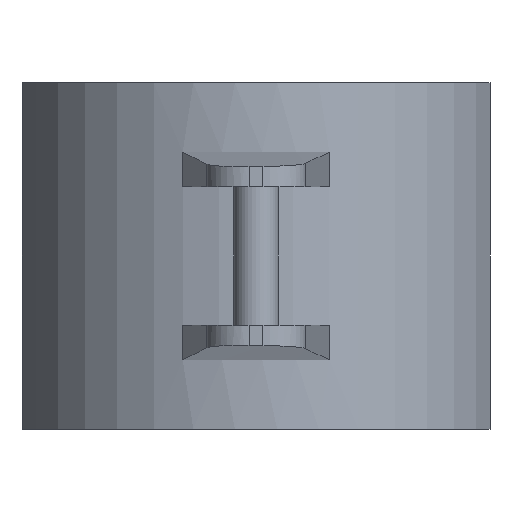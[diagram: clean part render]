
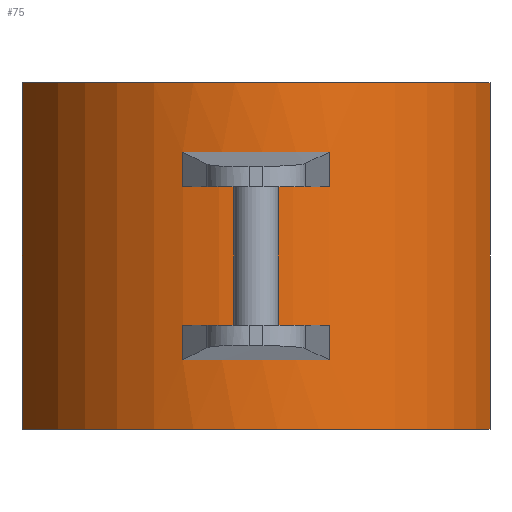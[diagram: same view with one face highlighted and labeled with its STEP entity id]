
A CAD part, front view. The second image highlights one B-rep face of the part: STEP entity #75.
In plain terms, the highlighted cylindrical face has radius 71.12 mm (diameter 142.24 mm), a partial arc.
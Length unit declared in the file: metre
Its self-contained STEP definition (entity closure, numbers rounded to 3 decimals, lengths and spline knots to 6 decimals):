
#75 = ADVANCED_FACE( '', ( #151, #152, #153 ), #154, .T. );
#151 = FACE_OUTER_BOUND( '', #302, .T. );
#152 = FACE_BOUND( '', #303, .T. );
#153 = FACE_BOUND( '', #304, .T. );
#154 = CYLINDRICAL_SURFACE( '', #305, 0.07112 );
#302 = EDGE_LOOP( '', ( #448, #449, #450, #451 ) );
#303 = EDGE_LOOP( '', ( #452, #453, #454, #455 ) );
#304 = EDGE_LOOP( '', ( #456, #457, #458, #459 ) );
#305 = AXIS2_PLACEMENT_3D( '', #460, #461, #462 );
#448 = ORIENTED_EDGE( '', *, *, #524, .T. );
#449 = ORIENTED_EDGE( '', *, *, #563, .F. );
#450 = ORIENTED_EDGE( '', *, *, #564, .F. );
#451 = ORIENTED_EDGE( '', *, *, #560, .T. );
#452 = ORIENTED_EDGE( '', *, *, #541, .F. );
#453 = ORIENTED_EDGE( '', *, *, #534, .T. );
#454 = ORIENTED_EDGE( '', *, *, #556, .T. );
#455 = ORIENTED_EDGE( '', *, *, #547, .F. );
#456 = ORIENTED_EDGE( '', *, *, #512, .F. );
#457 = ORIENTED_EDGE( '', *, *, #565, .T. );
#458 = ORIENTED_EDGE( '', *, *, #552, .T. );
#459 = ORIENTED_EDGE( '', *, *, #505, .F. );
#460 = CARTESIAN_POINT( '', ( 0., 1.508773, 1.295206 ) );
#461 = DIRECTION( '', ( 0., 0., 1. ) );
#462 = DIRECTION( '', ( -1., 0., 0. ) );
#505 = EDGE_CURVE( '', #578, #573, #580, .T. );
#512 = EDGE_CURVE( '', #591, #578, #592, .T. );
#524 = EDGE_CURVE( '', #612, #610, #613, .T. );
#534 = EDGE_CURVE( '', #626, #627, #628, .T. );
#541 = EDGE_CURVE( '', #626, #634, #638, .T. );
#547 = EDGE_CURVE( '', #634, #646, #647, .T. );
#552 = EDGE_CURVE( '', #653, #573, #654, .T. );
#556 = EDGE_CURVE( '', #627, #646, #659, .T. );
#560 = EDGE_CURVE( '', #663, #612, #664, .T. );
#563 = EDGE_CURVE( '', #667, #610, #668, .T. );
#564 = EDGE_CURVE( '', #663, #667, #669, .T. );
#565 = EDGE_CURVE( '', #591, #653, #670, .T. );
#573 = VERTEX_POINT( '', #678 );
#578 = VERTEX_POINT( '', #685 );
#580 = LINE( '', #690, #691 );
#591 = VERTEX_POINT( '', #727 );
#592 = B_SPLINE_CURVE_WITH_KNOTS( '', 3, ( #728, #729, #730, #731, #732, #733, #734, #735, #736, #737 ), .UNSPECIFIED., .F., .F., ( 4, 2, 2, 2, 4 ), ( 0., 0.010953, 0.021905, 0.032858, 0.043811 ), .UNSPECIFIED. );
#610 = VERTEX_POINT( '', #812 );
#612 = VERTEX_POINT( '', #815 );
#613 = CIRCLE( '', #816, 0.07112 );
#626 = VERTEX_POINT( '', #836 );
#627 = VERTEX_POINT( '', #837 );
#628 = B_SPLINE_CURVE_WITH_KNOTS( '', 3, ( #838, #839, #840, #841, #842, #843, #844, #845, #846, #847 ), .UNSPECIFIED., .F., .F., ( 4, 2, 2, 2, 4 ), ( 0., 0.010953, 0.021905, 0.032858, 0.043811 ), .UNSPECIFIED. );
#634 = VERTEX_POINT( '', #885 );
#638 = LINE( '', #891, #892 );
#646 = VERTEX_POINT( '', #902 );
#647 = CIRCLE( '', #903, 0.07112 );
#653 = VERTEX_POINT( '', #910 );
#654 = CIRCLE( '', #911, 0.07112 );
#659 = LINE( '', #917, #918 );
#663 = VERTEX_POINT( '', #923 );
#664 = LINE( '', #924, #925 );
#667 = VERTEX_POINT( '', #929 );
#668 = LINE( '', #930, #931 );
#669 = CIRCLE( '', #932, 0.07112 );
#670 = LINE( '', #933, #934 );
#678 = CARTESIAN_POINT( '', ( 0.021521, 1.440987, 1.224086 ) );
#685 = CARTESIAN_POINT( '', ( 0.021521, 1.440987, 1.213926 ) );
#690 = CARTESIAN_POINT( '', ( 0.021521, 1.440987, 1.213926 ) );
#691 = VECTOR( '', #944, 1. );
#727 = CARTESIAN_POINT( '', ( -0.021521, 1.440987, 1.213926 ) );
#728 = CARTESIAN_POINT( '', ( -0.021521, 1.440987, 1.213926 ) );
#729 = CARTESIAN_POINT( '', ( -0.018031, 1.439879, 1.213926 ) );
#730 = CARTESIAN_POINT( '', ( -0.014477, 1.439045, 1.213926 ) );
#731 = CARTESIAN_POINT( '', ( -0.007239, 1.437927, 1.213926 ) );
#732 = CARTESIAN_POINT( '', ( -0.003598, 1.437649, 1.213926 ) );
#733 = CARTESIAN_POINT( '', ( 0.003725, 1.437656, 1.213926 ) );
#734 = CARTESIAN_POINT( '', ( 0.007344, 1.43794, 1.213926 ) );
#735 = CARTESIAN_POINT( '', ( 0.014497, 1.439052, 1.213926 ) );
#736 = CARTESIAN_POINT( '', ( 0.018031, 1.439879, 1.213926 ) );
#737 = CARTESIAN_POINT( '', ( 0.021521, 1.440987, 1.213926 ) );
#812 = CARTESIAN_POINT( '', ( 0.068697, 1.490365, 1.193606 ) );
#815 = CARTESIAN_POINT( '', ( -0.068697, 1.490365, 1.193606 ) );
#816 = AXIS2_PLACEMENT_3D( '', #959, #960, #961 );
#836 = CARTESIAN_POINT( '', ( -0.021521, 1.440987, 1.274886 ) );
#837 = CARTESIAN_POINT( '', ( 0.021521, 1.440987, 1.274886 ) );
#838 = CARTESIAN_POINT( '', ( -0.021521, 1.440987, 1.274886 ) );
#839 = CARTESIAN_POINT( '', ( -0.018031, 1.439879, 1.274886 ) );
#840 = CARTESIAN_POINT( '', ( -0.014477, 1.439045, 1.274886 ) );
#841 = CARTESIAN_POINT( '', ( -0.007239, 1.437927, 1.274886 ) );
#842 = CARTESIAN_POINT( '', ( -0.003598, 1.437649, 1.274886 ) );
#843 = CARTESIAN_POINT( '', ( 0.003725, 1.437656, 1.274886 ) );
#844 = CARTESIAN_POINT( '', ( 0.007344, 1.43794, 1.274886 ) );
#845 = CARTESIAN_POINT( '', ( 0.014497, 1.439052, 1.274886 ) );
#846 = CARTESIAN_POINT( '', ( 0.018031, 1.439879, 1.274886 ) );
#847 = CARTESIAN_POINT( '', ( 0.021521, 1.440987, 1.274886 ) );
#885 = CARTESIAN_POINT( '', ( -0.021521, 1.440987, 1.264726 ) );
#891 = CARTESIAN_POINT( '', ( -0.021521, 1.440987, 1.274886 ) );
#892 = VECTOR( '', #971, 1. );
#902 = CARTESIAN_POINT( '', ( 0.021521, 1.440987, 1.264726 ) );
#903 = AXIS2_PLACEMENT_3D( '', #977, #978, #979 );
#910 = CARTESIAN_POINT( '', ( -0.021521, 1.440987, 1.224086 ) );
#911 = AXIS2_PLACEMENT_3D( '', #987, #988, #989 );
#917 = CARTESIAN_POINT( '', ( 0.021521, 1.440987, 1.274886 ) );
#918 = VECTOR( '', #994, 1. );
#923 = CARTESIAN_POINT( '', ( -0.068697, 1.490365, 1.295206 ) );
#924 = CARTESIAN_POINT( '', ( -0.068697, 1.490365, 1.295206 ) );
#925 = VECTOR( '', #996, 1. );
#929 = CARTESIAN_POINT( '', ( 0.068697, 1.490365, 1.295206 ) );
#930 = CARTESIAN_POINT( '', ( 0.068697, 1.490365, 1.295206 ) );
#931 = VECTOR( '', #998, 1. );
#932 = AXIS2_PLACEMENT_3D( '', #999, #1000, #1001 );
#933 = CARTESIAN_POINT( '', ( -0.021521, 1.440987, 1.213926 ) );
#934 = VECTOR( '', #1002, 1. );
#944 = DIRECTION( '', ( 0., 0., 1. ) );
#959 = CARTESIAN_POINT( '', ( 0., 1.508773, 1.193606 ) );
#960 = DIRECTION( '', ( 0., 0., 1. ) );
#961 = DIRECTION( '', ( 1., 0., 0. ) );
#971 = DIRECTION( '', ( 0., 0., -1. ) );
#977 = CARTESIAN_POINT( '', ( 0., 1.508773, 1.264726 ) );
#978 = DIRECTION( '', ( 0., 0., 1. ) );
#979 = DIRECTION( '', ( 1., 0., 0. ) );
#987 = CARTESIAN_POINT( '', ( 0., 1.508773, 1.224086 ) );
#988 = DIRECTION( '', ( 0., 0., 1. ) );
#989 = DIRECTION( '', ( 1., 0., 0. ) );
#994 = DIRECTION( '', ( 0., 0., -1. ) );
#996 = DIRECTION( '', ( 0., 0., -1. ) );
#998 = DIRECTION( '', ( 0., 0., -1. ) );
#999 = CARTESIAN_POINT( '', ( 0., 1.508773, 1.295206 ) );
#1000 = DIRECTION( '', ( 0., 0., 1. ) );
#1001 = DIRECTION( '', ( 1., 0., 0. ) );
#1002 = DIRECTION( '', ( 0., 0., 1. ) );
